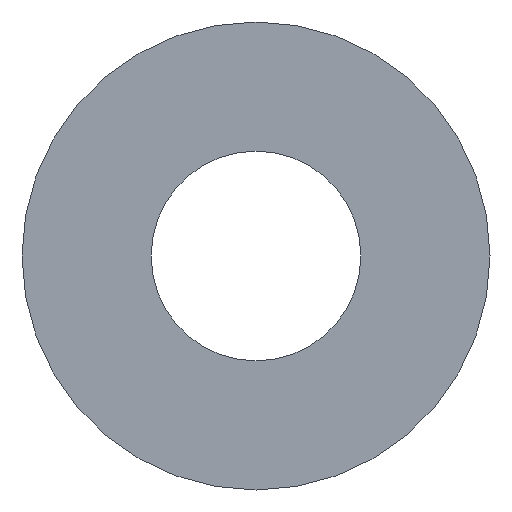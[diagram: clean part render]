
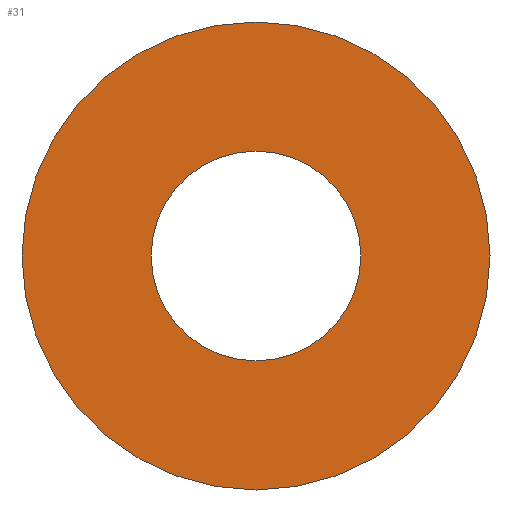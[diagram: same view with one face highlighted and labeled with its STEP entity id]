
A CAD part, front view. The second image highlights one B-rep face of the part: STEP entity #31.
In plain terms, the highlighted planar face has unit normal (0, -1, 0).
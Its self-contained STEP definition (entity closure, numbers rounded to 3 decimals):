
#2 = DIRECTION ( 'NONE',  ( 0., 1., 0. ) ) ;
#16 = CIRCLE ( 'NONE', #157, 69. ) ;
#31 = ADVANCED_FACE ( 'NONE', ( #249, #170 ), #76, .F. ) ;
#35 = ORIENTED_EDGE ( 'NONE', *, *, #142, .T. ) ;
#37 = CARTESIAN_POINT ( 'NONE',  ( 0., 0., 0. ) ) ;
#39 = EDGE_CURVE ( 'NONE', #99, #113, #167, .T. ) ;
#40 = EDGE_LOOP ( 'NONE', ( #138, #209 ) ) ;
#57 = VERTEX_POINT ( 'NONE', #155 ) ;
#58 = DIRECTION ( 'NONE',  ( 0., 0., 1. ) ) ;
#59 = DIRECTION ( 'NONE',  ( 0., 1., 0. ) ) ;
#61 = AXIS2_PLACEMENT_3D ( 'NONE', #119, #158, #172 ) ;
#72 = CIRCLE ( 'NONE', #61, 154. ) ;
#76 = PLANE ( 'NONE',  #192 ) ;
#99 = VERTEX_POINT ( 'NONE', #175 ) ;
#113 = VERTEX_POINT ( 'NONE', #173 ) ;
#118 = ORIENTED_EDGE ( 'NONE', *, *, #233, .T. ) ;
#119 = CARTESIAN_POINT ( 'NONE',  ( 0., 0., 0. ) ) ;
#120 = DIRECTION ( 'NONE',  ( 0., 0., 1. ) ) ;
#125 = CIRCLE ( 'NONE', #135, 69. ) ;
#134 = DIRECTION ( 'NONE',  ( 0., 1., 0. ) ) ;
#135 = AXIS2_PLACEMENT_3D ( 'NONE', #144, #2, #120 ) ;
#136 = VERTEX_POINT ( 'NONE', #216 ) ;
#138 = ORIENTED_EDGE ( 'NONE', *, *, #218, .F. ) ;
#142 = EDGE_CURVE ( 'NONE', #136, #57, #16, .T. ) ;
#144 = CARTESIAN_POINT ( 'NONE',  ( 0., 0., 0. ) ) ;
#154 = DIRECTION ( 'NONE',  ( 0., 0., 1. ) ) ;
#155 = CARTESIAN_POINT ( 'NONE',  ( 0., 0., 69. ) ) ;
#157 = AXIS2_PLACEMENT_3D ( 'NONE', #195, #161, #239 ) ;
#158 = DIRECTION ( 'NONE',  ( 0., 1., 0. ) ) ;
#161 = DIRECTION ( 'NONE',  ( 0., 1., 0. ) ) ;
#167 = CIRCLE ( 'NONE', #224, 154. ) ;
#170 = FACE_BOUND ( 'NONE', #189, .T. ) ;
#172 = DIRECTION ( 'NONE',  ( 0., 0., 1. ) ) ;
#173 = CARTESIAN_POINT ( 'NONE',  ( 0., 0., -154. ) ) ;
#175 = CARTESIAN_POINT ( 'NONE',  ( 0., 0., 154. ) ) ;
#189 = EDGE_LOOP ( 'NONE', ( #35, #118 ) ) ;
#192 = AXIS2_PLACEMENT_3D ( 'NONE', #37, #59, #154 ) ;
#195 = CARTESIAN_POINT ( 'NONE',  ( 0., 0., 0. ) ) ;
#209 = ORIENTED_EDGE ( 'NONE', *, *, #39, .F. ) ;
#216 = CARTESIAN_POINT ( 'NONE',  ( 0., 0., -69. ) ) ;
#218 = EDGE_CURVE ( 'NONE', #113, #99, #72, .T. ) ;
#224 = AXIS2_PLACEMENT_3D ( 'NONE', #247, #134, #58 ) ;
#233 = EDGE_CURVE ( 'NONE', #57, #136, #125, .T. ) ;
#239 = DIRECTION ( 'NONE',  ( 0., 0., 1. ) ) ;
#247 = CARTESIAN_POINT ( 'NONE',  ( 0., 0., 0. ) ) ;
#249 = FACE_OUTER_BOUND ( 'NONE', #40, .T. ) ;
